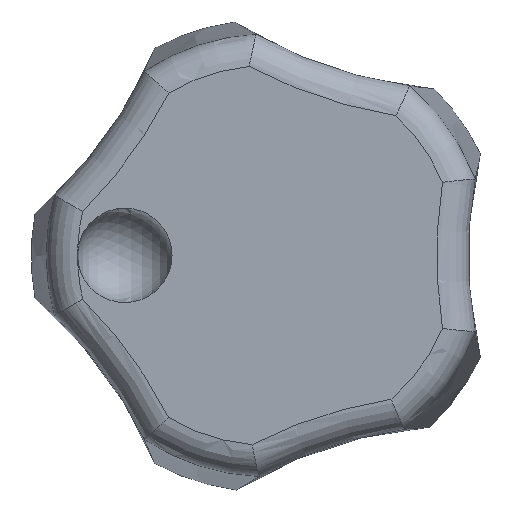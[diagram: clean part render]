
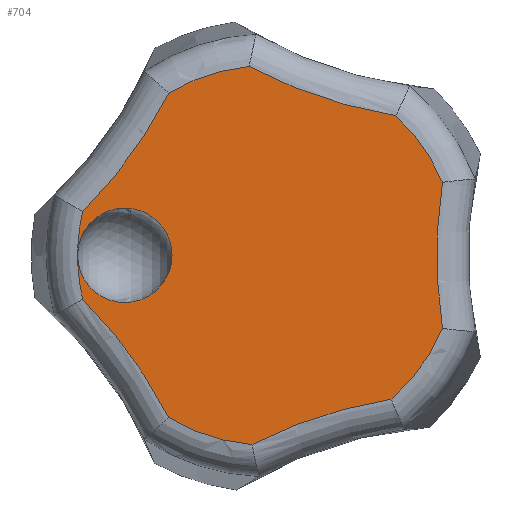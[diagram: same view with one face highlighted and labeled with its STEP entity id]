
A CAD part, top view. The second image highlights one B-rep face of the part: STEP entity #704.
In plain terms, the highlighted planar face has unit normal (0, 0, 1).
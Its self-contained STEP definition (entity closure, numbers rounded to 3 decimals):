
#217=ORIENTED_EDGE('',*,*,#430,.T.);
#218=ORIENTED_EDGE('',*,*,#431,.T.);
#219=ORIENTED_EDGE('',*,*,#432,.T.);
#220=ORIENTED_EDGE('',*,*,#433,.T.);
#221=ORIENTED_EDGE('',*,*,#434,.T.);
#222=ORIENTED_EDGE('',*,*,#435,.T.);
#223=ORIENTED_EDGE('',*,*,#436,.T.);
#224=ORIENTED_EDGE('',*,*,#437,.T.);
#225=ORIENTED_EDGE('',*,*,#438,.T.);
#226=ORIENTED_EDGE('',*,*,#439,.T.);
#227=ORIENTED_EDGE('',*,*,#440,.T.);
#228=ORIENTED_EDGE('',*,*,#441,.T.);
#430=EDGE_CURVE('',#532,#533,#575,.F.);
#431=EDGE_CURVE('',#533,#533,#576,.T.);
#432=EDGE_CURVE('',#533,#534,#577,.F.);
#433=EDGE_CURVE('',#534,#535,#578,.T.);
#434=EDGE_CURVE('',#535,#536,#579,.F.);
#435=EDGE_CURVE('',#536,#537,#580,.T.);
#436=EDGE_CURVE('',#537,#538,#581,.F.);
#437=EDGE_CURVE('',#538,#539,#582,.T.);
#438=EDGE_CURVE('',#539,#540,#583,.F.);
#439=EDGE_CURVE('',#540,#541,#584,.T.);
#440=EDGE_CURVE('',#541,#542,#585,.F.);
#441=EDGE_CURVE('',#542,#532,#586,.T.);
#532=VERTEX_POINT('',#1244);
#533=VERTEX_POINT('',#1245);
#534=VERTEX_POINT('',#1248);
#535=VERTEX_POINT('',#1250);
#536=VERTEX_POINT('',#1252);
#537=VERTEX_POINT('',#1254);
#538=VERTEX_POINT('',#1256);
#539=VERTEX_POINT('',#1258);
#540=VERTEX_POINT('',#1260);
#541=VERTEX_POINT('',#1262);
#542=VERTEX_POINT('',#1264);
#575=CIRCLE('',#783,7.654);
#576=CIRCLE('',#784,1.905);
#577=CIRCLE('',#785,7.654);
#578=CIRCLE('',#786,18.809);
#579=CIRCLE('',#787,7.654);
#580=CIRCLE('',#788,18.809);
#581=CIRCLE('',#789,7.654);
#582=CIRCLE('',#790,18.809);
#583=CIRCLE('',#791,7.654);
#584=CIRCLE('',#792,18.862);
#585=CIRCLE('',#793,7.654);
#586=CIRCLE('',#794,18.809);
#601=EDGE_LOOP('',(#217,#218,#219,#220,#221,#222,#223,#224,#225,#226,#227,
#228));
#644=FACE_BOUND('',#601,.T.);
#679=PLANE('',#782);
#704=ADVANCED_FACE('',(#644),#679,.F.);
#782=AXIS2_PLACEMENT_3D('',#1242,#909,#910);
#783=AXIS2_PLACEMENT_3D('',#1243,#911,#912);
#784=AXIS2_PLACEMENT_3D('',#1246,#913,#914);
#785=AXIS2_PLACEMENT_3D('',#1247,#915,#916);
#786=AXIS2_PLACEMENT_3D('',#1249,#917,#918);
#787=AXIS2_PLACEMENT_3D('',#1251,#919,#920);
#788=AXIS2_PLACEMENT_3D('',#1253,#921,#922);
#789=AXIS2_PLACEMENT_3D('',#1255,#923,#924);
#790=AXIS2_PLACEMENT_3D('',#1257,#925,#926);
#791=AXIS2_PLACEMENT_3D('',#1259,#927,#928);
#792=AXIS2_PLACEMENT_3D('',#1261,#929,#930);
#793=AXIS2_PLACEMENT_3D('',#1263,#931,#932);
#794=AXIS2_PLACEMENT_3D('',#1265,#933,#934);
#909=DIRECTION('',(0.,0.,-1.));
#910=DIRECTION('',(-1.,0.,0.));
#911=DIRECTION('',(0.,0.,-1.));
#912=DIRECTION('',(-1.,0.,0.));
#913=DIRECTION('',(0.,0.,-1.));
#914=DIRECTION('',(0.,-1.,0.));
#915=DIRECTION('',(0.,0.,-1.));
#916=DIRECTION('',(-1.,0.,0.));
#917=DIRECTION('',(0.,0.,-1.));
#918=DIRECTION('',(-1.,0.,0.));
#919=DIRECTION('',(0.,0.,-1.));
#920=DIRECTION('',(-1.,0.,0.));
#921=DIRECTION('',(0.,0.,-1.));
#922=DIRECTION('',(-1.,0.,0.));
#923=DIRECTION('',(0.,0.,-1.));
#924=DIRECTION('',(-1.,0.,0.));
#925=DIRECTION('',(0.,0.,-1.));
#926=DIRECTION('',(-1.,0.,0.));
#927=DIRECTION('',(0.,0.,-1.));
#928=DIRECTION('',(-1.,0.,0.));
#929=DIRECTION('',(0.,0.,-1.));
#930=DIRECTION('',(-1.,0.,0.));
#931=DIRECTION('',(0.,0.,-1.));
#932=DIRECTION('',(-1.,0.,0.));
#933=DIRECTION('',(0.,0.,-1.));
#934=DIRECTION('',(-1.,0.,0.));
#1242=CARTESIAN_POINT('',(0.,0.,26.7));
#1243=CARTESIAN_POINT('',(0.,0.,26.7));
#1244=CARTESIAN_POINT('',(-7.447,1.768,26.7));
#1245=CARTESIAN_POINT('',(-7.654,0.,26.7));
#1246=CARTESIAN_POINT('',(-5.749,0.,26.7));
#1247=CARTESIAN_POINT('',(0.,0.,26.7));
#1248=CARTESIAN_POINT('',(-7.447,-1.768,26.7));
#1249=CARTESIAN_POINT('',(-20.744,-15.071,26.7));
#1250=CARTESIAN_POINT('',(-3.983,-6.536,26.7));
#1251=CARTESIAN_POINT('',(0.,0.,26.7));
#1252=CARTESIAN_POINT('',(-0.62,-7.629,26.7));
#1253=CARTESIAN_POINT('',(7.924,-24.386,26.7));
#1254=CARTESIAN_POINT('',(4.986,-5.808,26.7));
#1255=CARTESIAN_POINT('',(0.,0.,26.7));
#1256=CARTESIAN_POINT('',(7.064,-2.947,26.7));
#1257=CARTESIAN_POINT('',(25.641,0.,26.7));
#1258=CARTESIAN_POINT('',(7.064,2.947,26.7));
#1259=CARTESIAN_POINT('',(0.,0.,26.7));
#1260=CARTESIAN_POINT('',(5.182,5.634,26.7));
#1261=CARTESIAN_POINT('',(8.143,24.261,26.7));
#1262=CARTESIAN_POINT('',(-0.734,7.619,26.7));
#1263=CARTESIAN_POINT('',(0.,0.,26.7));
#1264=CARTESIAN_POINT('',(-3.983,6.536,26.7));
#1265=CARTESIAN_POINT('',(-20.744,15.071,26.7));
